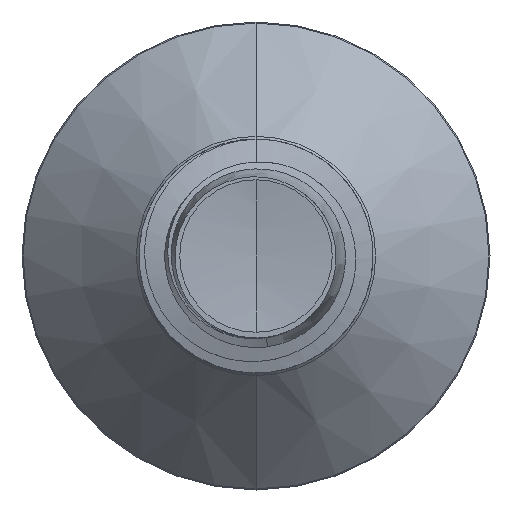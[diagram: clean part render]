
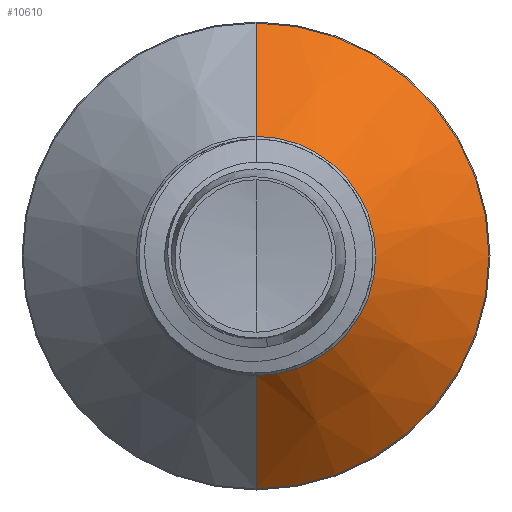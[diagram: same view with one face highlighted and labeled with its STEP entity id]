
A CAD part, front view. The second image highlights one B-rep face of the part: STEP entity #10610.
In plain terms, the highlighted conical face has half-angle 45 degrees and reference radius 2.302 mm.
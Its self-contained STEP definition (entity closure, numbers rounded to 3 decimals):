
#233 = CONICAL_SURFACE ( 'NONE', #1469, 2.302, 0.785 ) ;
#375 = VERTEX_POINT ( 'NONE', #3883 ) ;
#594 = CARTESIAN_POINT ( 'NONE',  ( 0., 5.102, 0. ) ) ;
#1036 = CARTESIAN_POINT ( 'NONE',  ( 0., 5.102, 2.302 ) ) ;
#1469 = AXIS2_PLACEMENT_3D ( 'NONE', #594, #15328, #9272 ) ;
#1854 = CARTESIAN_POINT ( 'NONE',  ( 0., 7.28, 0. ) ) ;
#2112 = CARTESIAN_POINT ( 'NONE',  ( 0., 5.102, 2.302 ) ) ;
#2714 = LINE ( 'NONE', #11842, #2860 ) ;
#2743 = EDGE_CURVE ( 'NONE', #15145, #375, #4977, .T. ) ;
#2860 = VECTOR ( 'NONE', #3259, 1000. ) ;
#2958 = VERTEX_POINT ( 'NONE', #9826 ) ;
#3127 = DIRECTION ( 'NONE',  ( 0., 0., 1. ) ) ;
#3259 = DIRECTION ( 'NONE',  ( 0., 0.707, -0.707 ) ) ;
#3734 = FACE_OUTER_BOUND ( 'NONE', #7517, .T. ) ;
#3883 = CARTESIAN_POINT ( 'NONE',  ( 0., 5.102, -2.302 ) ) ;
#4683 = DIRECTION ( 'NONE',  ( 0., 1., 0. ) ) ;
#4977 = CIRCLE ( 'NONE', #14681, 2.302 ) ;
#5623 = AXIS2_PLACEMENT_3D ( 'NONE', #1854, #10506, #3127 ) ;
#6766 = CARTESIAN_POINT ( 'NONE',  ( 0., 7.28, 4.48 ) ) ;
#7517 = EDGE_LOOP ( 'NONE', ( #8749, #13467, #14471, #12657 ) ) ;
#8591 = VECTOR ( 'NONE', #9691, 1000. ) ;
#8749 = ORIENTED_EDGE ( 'NONE', *, *, #2743, .T. ) ;
#9272 = DIRECTION ( 'NONE',  ( 0., 0., 1. ) ) ;
#9558 = LINE ( 'NONE', #1036, #8591 ) ;
#9691 = DIRECTION ( 'NONE',  ( 0., 0.707, 0.707 ) ) ;
#9826 = CARTESIAN_POINT ( 'NONE',  ( 0., 7.28, -4.48 ) ) ;
#10506 = DIRECTION ( 'NONE',  ( 0., 1., 0. ) ) ;
#10593 = EDGE_CURVE ( 'NONE', #11998, #2958, #15285, .T. ) ;
#10610 = ADVANCED_FACE ( 'NONE', ( #3734 ), #233, .T. ) ;
#11842 = CARTESIAN_POINT ( 'NONE',  ( 0., 5.102, -2.302 ) ) ;
#11997 = EDGE_CURVE ( 'NONE', #375, #2958, #2714, .T. ) ;
#11998 = VERTEX_POINT ( 'NONE', #6766 ) ;
#12018 = CARTESIAN_POINT ( 'NONE',  ( 0., 5.102, 0. ) ) ;
#12657 = ORIENTED_EDGE ( 'NONE', *, *, #15075, .F. ) ;
#13240 = DIRECTION ( 'NONE',  ( 0., 0., 1. ) ) ;
#13467 = ORIENTED_EDGE ( 'NONE', *, *, #11997, .T. ) ;
#14471 = ORIENTED_EDGE ( 'NONE', *, *, #10593, .F. ) ;
#14681 = AXIS2_PLACEMENT_3D ( 'NONE', #12018, #4683, #13240 ) ;
#15075 = EDGE_CURVE ( 'NONE', #15145, #11998, #9558, .T. ) ;
#15145 = VERTEX_POINT ( 'NONE', #2112 ) ;
#15285 = CIRCLE ( 'NONE', #5623, 4.48 ) ;
#15328 = DIRECTION ( 'NONE',  ( 0., 1., 0. ) ) ;
